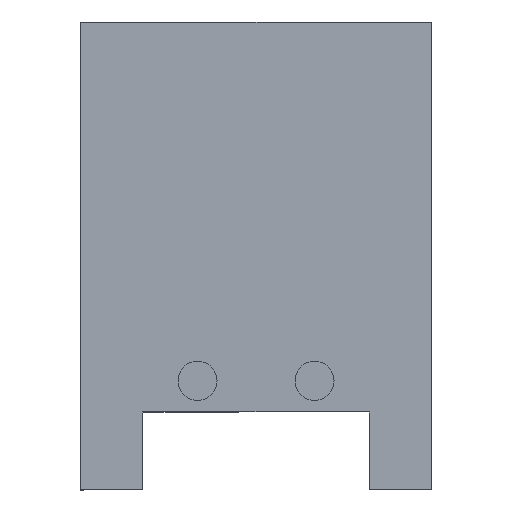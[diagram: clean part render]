
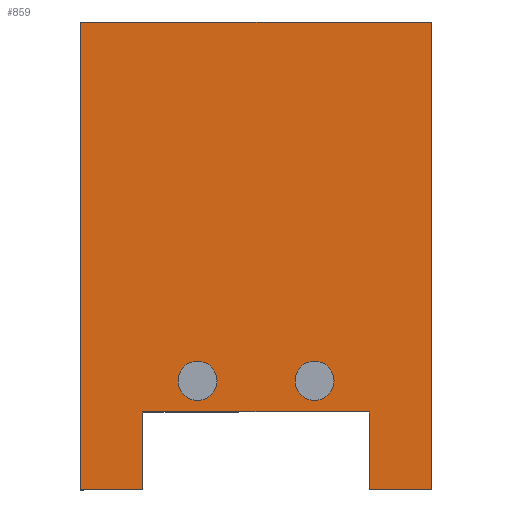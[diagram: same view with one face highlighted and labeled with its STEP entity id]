
A CAD part, front view. The second image highlights one B-rep face of the part: STEP entity #859.
In plain terms, the highlighted planar face has unit normal (0, -1, 0).
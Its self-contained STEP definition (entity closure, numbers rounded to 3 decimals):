
#691 = VERTEX_POINT ( 'NONE', #1324 ) ;
#692 = ORIENTED_EDGE ( 'NONE', *, *, #693, .F. ) ;
#693 = EDGE_CURVE ( 'NONE', #740, #691, #1323, .T. ) ;
#694 = ORIENTED_EDGE ( 'NONE', *, *, #695, .F. ) ;
#695 = EDGE_CURVE ( 'NONE', #804, #850, #1319, .T. ) ;
#740 = VERTEX_POINT ( 'NONE', #1299 ) ;
#762 = ORIENTED_EDGE ( 'NONE', *, *, #763, .T. ) ;
#763 = EDGE_CURVE ( 'NONE', #740, #871, #1269, .T. ) ;
#764 = EDGE_LOOP ( 'NONE', ( #765, #694 ) ) ;
#765 = ORIENTED_EDGE ( 'NONE', *, *, #849, .F. ) ;
#766 = ORIENTED_EDGE ( 'NONE', *, *, #769, .T. ) ;
#767 = ORIENTED_EDGE ( 'NONE', *, *, #768, .T. ) ;
#768 = EDGE_CURVE ( 'NONE', #770, #691, #1265, .T. ) ;
#769 = EDGE_CURVE ( 'NONE', #872, #770, #1261, .T. ) ;
#770 = VERTEX_POINT ( 'NONE', #1257 ) ;
#804 = VERTEX_POINT ( 'NONE', #1466 ) ;
#812 = EDGE_CURVE ( 'NONE', #813, #814, #1550, .T. ) ;
#813 = VERTEX_POINT ( 'NONE', #1546 ) ;
#814 = VERTEX_POINT ( 'NONE', #1545 ) ;
#849 = EDGE_CURVE ( 'NONE', #850, #804, #1825, .T. ) ;
#850 = VERTEX_POINT ( 'NONE', #1820 ) ;
#859 = ADVANCED_FACE ( 'NONE', ( #1804, #1803, #1802 ), #1728, .F. ) ;
#860 = EDGE_LOOP ( 'NONE', ( #861, #873 ) ) ;
#861 = ORIENTED_EDGE ( 'NONE', *, *, #812, .F. ) ;
#862 = VERTEX_POINT ( 'NONE', #1723 ) ;
#863 = ORIENTED_EDGE ( 'NONE', *, *, #870, .F. ) ;
#864 = ORIENTED_EDGE ( 'NONE', *, *, #865, .F. ) ;
#865 = EDGE_CURVE ( 'NONE', #862, #867, #1722, .T. ) ;
#866 = EDGE_CURVE ( 'NONE', #867, #869, #1718, .T. ) ;
#867 = VERTEX_POINT ( 'NONE', #1714 ) ;
#868 = ORIENTED_EDGE ( 'NONE', *, *, #866, .F. ) ;
#869 = VERTEX_POINT ( 'NONE', #1713 ) ;
#870 = EDGE_CURVE ( 'NONE', #872, #862, #1712, .T. ) ;
#871 = VERTEX_POINT ( 'NONE', #1708 ) ;
#872 = VERTEX_POINT ( 'NONE', #1858 ) ;
#873 = ORIENTED_EDGE ( 'NONE', *, *, #874, .F. ) ;
#874 = EDGE_CURVE ( 'NONE', #814, #813, #1857, .T. ) ;
#875 = ORIENTED_EDGE ( 'NONE', *, *, #876, .T. ) ;
#876 = EDGE_CURVE ( 'NONE', #871, #869, #1852, .T. ) ;
#877 = EDGE_LOOP ( 'NONE', ( #875, #868, #864, #863, #766, #767, #692, #762 ) ) ;
#1257 = CARTESIAN_POINT ( 'NONE',  ( 3.05, -3.7, 2. ) ) ;
#1258 = DIRECTION ( 'NONE',  ( 0., 0., 1. ) ) ;
#1259 = VECTOR ( 'NONE', #1258, 1000. ) ;
#1260 = CARTESIAN_POINT ( 'NONE',  ( 3.05, -3.7, 1. ) ) ;
#1261 = LINE ( 'NONE', #1260, #1259 ) ;
#1262 = DIRECTION ( 'NONE',  ( 1., 0., 0. ) ) ;
#1263 = VECTOR ( 'NONE', #1262, 1000. ) ;
#1264 = CARTESIAN_POINT ( 'NONE',  ( 2.25, -3.7, 2. ) ) ;
#1265 = LINE ( 'NONE', #1264, #1263 ) ;
#1266 = DIRECTION ( 'NONE',  ( 1., 0., 0. ) ) ;
#1267 = VECTOR ( 'NONE', #1266, 1000. ) ;
#1268 = CARTESIAN_POINT ( 'NONE',  ( 5.95, -3.7, 1. ) ) ;
#1269 = LINE ( 'NONE', #1268, #1267 ) ;
#1299 = CARTESIAN_POINT ( 'NONE',  ( 5.95, -3.7, 1. ) ) ;
#1315 = DIRECTION ( 'NONE',  ( -1., 0., 0. ) ) ;
#1316 = DIRECTION ( 'NONE',  ( 0., -1., 0. ) ) ;
#1317 = CARTESIAN_POINT ( 'NONE',  ( 3.75, -3.7, 2.4 ) ) ;
#1318 = AXIS2_PLACEMENT_3D ( 'NONE', #1317, #1316, #1315 ) ;
#1319 = CIRCLE ( 'NONE', #1318, 0.25 ) ;
#1320 = DIRECTION ( 'NONE',  ( 0., 0., 1. ) ) ;
#1321 = VECTOR ( 'NONE', #1320, 1000. ) ;
#1322 = CARTESIAN_POINT ( 'NONE',  ( 5.95, -3.7, 1. ) ) ;
#1323 = LINE ( 'NONE', #1322, #1321 ) ;
#1324 = CARTESIAN_POINT ( 'NONE',  ( 5.95, -3.7, 2. ) ) ;
#1466 = CARTESIAN_POINT ( 'NONE',  ( 3.75, -3.7, 2.15 ) ) ;
#1545 = CARTESIAN_POINT ( 'NONE',  ( 5.25, -3.7, 2.15 ) ) ;
#1546 = CARTESIAN_POINT ( 'NONE',  ( 5.25, -3.7, 2.65 ) ) ;
#1547 = DIRECTION ( 'NONE',  ( -1., 0., 0. ) ) ;
#1548 = DIRECTION ( 'NONE',  ( 0., -1., 0. ) ) ;
#1549 = AXIS2_PLACEMENT_3D ( 'NONE', #1555, #1548, #1547 ) ;
#1550 = CIRCLE ( 'NONE', #1549, 0.25 ) ;
#1555 = CARTESIAN_POINT ( 'NONE',  ( 5.25, -3.7, 2.4 ) ) ;
#1708 = CARTESIAN_POINT ( 'NONE',  ( 6.75, -3.7, 1. ) ) ;
#1709 = DIRECTION ( 'NONE',  ( -1., 0., 0. ) ) ;
#1710 = VECTOR ( 'NONE', #1709, 1000. ) ;
#1711 = CARTESIAN_POINT ( 'NONE',  ( 3.05, -3.7, 1. ) ) ;
#1712 = LINE ( 'NONE', #1711, #1710 ) ;
#1713 = CARTESIAN_POINT ( 'NONE',  ( 6.75, -3.7, 7. ) ) ;
#1714 = CARTESIAN_POINT ( 'NONE',  ( 2.25, -3.7, 7. ) ) ;
#1715 = DIRECTION ( 'NONE',  ( 1., 0., 0. ) ) ;
#1716 = VECTOR ( 'NONE', #1715, 1000. ) ;
#1717 = CARTESIAN_POINT ( 'NONE',  ( 2.25, -3.7, 7. ) ) ;
#1718 = LINE ( 'NONE', #1717, #1716 ) ;
#1719 = DIRECTION ( 'NONE',  ( 0., 0., 1. ) ) ;
#1720 = VECTOR ( 'NONE', #1719, 1000. ) ;
#1721 = CARTESIAN_POINT ( 'NONE',  ( 2.25, -3.7, 2. ) ) ;
#1722 = LINE ( 'NONE', #1721, #1720 ) ;
#1723 = CARTESIAN_POINT ( 'NONE',  ( 2.25, -3.7, 1. ) ) ;
#1724 = DIRECTION ( 'NONE',  ( -1., 0., 0. ) ) ;
#1725 = DIRECTION ( 'NONE',  ( 0., 1., 0. ) ) ;
#1726 = CARTESIAN_POINT ( 'NONE',  ( 2.25, -3.7, 2. ) ) ;
#1727 = AXIS2_PLACEMENT_3D ( 'NONE', #1726, #1725, #1724 ) ;
#1728 = PLANE ( 'NONE',  #1727 ) ;
#1802 = FACE_BOUND ( 'NONE', #764, .T. ) ;
#1803 = FACE_OUTER_BOUND ( 'NONE', #877, .T. ) ;
#1804 = FACE_BOUND ( 'NONE', #860, .T. ) ;
#1820 = CARTESIAN_POINT ( 'NONE',  ( 3.75, -3.7, 2.65 ) ) ;
#1821 = DIRECTION ( 'NONE',  ( -1., 0., 0. ) ) ;
#1822 = DIRECTION ( 'NONE',  ( 0., -1., 0. ) ) ;
#1823 = CARTESIAN_POINT ( 'NONE',  ( 3.75, -3.7, 2.4 ) ) ;
#1824 = AXIS2_PLACEMENT_3D ( 'NONE', #1823, #1822, #1821 ) ;
#1825 = CIRCLE ( 'NONE', #1824, 0.25 ) ;
#1849 = DIRECTION ( 'NONE',  ( 0., 0., 1. ) ) ;
#1850 = VECTOR ( 'NONE', #1849, 1000. ) ;
#1851 = CARTESIAN_POINT ( 'NONE',  ( 6.75, -3.7, 2. ) ) ;
#1852 = LINE ( 'NONE', #1851, #1850 ) ;
#1853 = DIRECTION ( 'NONE',  ( -1., 0., 0. ) ) ;
#1854 = DIRECTION ( 'NONE',  ( 0., -1., 0. ) ) ;
#1855 = CARTESIAN_POINT ( 'NONE',  ( 5.25, -3.7, 2.4 ) ) ;
#1856 = AXIS2_PLACEMENT_3D ( 'NONE', #1855, #1854, #1853 ) ;
#1857 = CIRCLE ( 'NONE', #1856, 0.25 ) ;
#1858 = CARTESIAN_POINT ( 'NONE',  ( 3.05, -3.7, 1. ) ) ;
